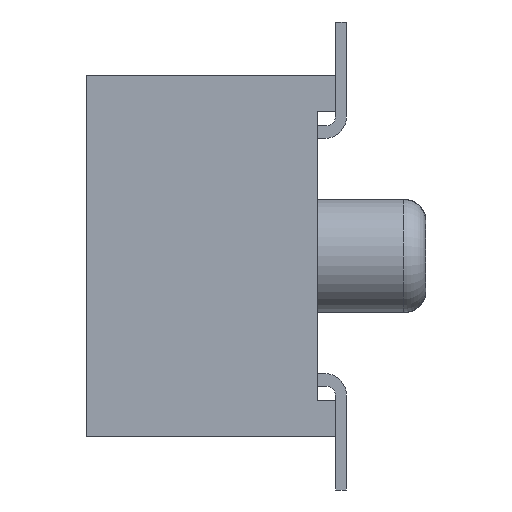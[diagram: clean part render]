
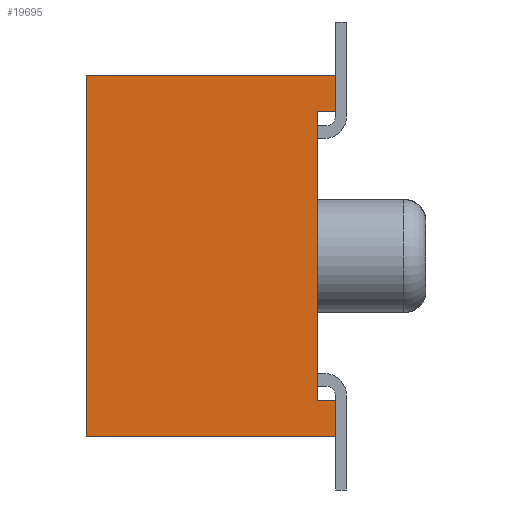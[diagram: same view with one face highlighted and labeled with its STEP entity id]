
A CAD part, left-side view. The second image highlights one B-rep face of the part: STEP entity #19695.
In plain terms, the highlighted planar face has unit normal (-1, 0, 0).
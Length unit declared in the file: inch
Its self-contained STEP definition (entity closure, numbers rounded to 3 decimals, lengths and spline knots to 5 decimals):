
#203=ORIENTED_EDGE('',*,*,#5959,.T.);
#204=ORIENTED_EDGE('',*,*,#5960,.T.);
#205=ORIENTED_EDGE('',*,*,#5961,.F.);
#206=ORIENTED_EDGE('',*,*,#5962,.F.);
#207=ORIENTED_EDGE('',*,*,#5963,.T.);
#208=ORIENTED_EDGE('',*,*,#5964,.T.);
#209=ORIENTED_EDGE('',*,*,#5965,.T.);
#210=ORIENTED_EDGE('',*,*,#5966,.T.);
#5959=EDGE_CURVE('',#8837,#8838,#10723,.T.);
#5960=EDGE_CURVE('',#8838,#8839,#10724,.T.);
#5961=EDGE_CURVE('',#8840,#8839,#10725,.T.);
#5962=EDGE_CURVE('',#8841,#8840,#10726,.T.);
#5963=EDGE_CURVE('',#8841,#8842,#10727,.T.);
#5964=EDGE_CURVE('',#8842,#8843,#10728,.T.);
#5965=EDGE_CURVE('',#8843,#8844,#10729,.T.);
#5966=EDGE_CURVE('',#8844,#8837,#10730,.T.);
#8837=VERTEX_POINT('',#26909);
#8838=VERTEX_POINT('',#26910);
#8839=VERTEX_POINT('',#26912);
#8840=VERTEX_POINT('',#26914);
#8841=VERTEX_POINT('',#26916);
#8842=VERTEX_POINT('',#26918);
#8843=VERTEX_POINT('',#26920);
#8844=VERTEX_POINT('',#26922);
#10723=LINE('',#26908,#13491);
#10724=LINE('',#26911,#13492);
#10725=LINE('',#26913,#13493);
#10726=LINE('',#26915,#13494);
#10727=LINE('',#26917,#13495);
#10728=LINE('',#26919,#13496);
#10729=LINE('',#26921,#13497);
#10730=LINE('',#26923,#13498);
#13491=VECTOR('',#21882,39.37008);
#13492=VECTOR('',#21883,39.37008);
#13493=VECTOR('',#21884,39.37008);
#13494=VECTOR('',#21885,39.37008);
#13495=VECTOR('',#21886,39.37008);
#13496=VECTOR('',#21887,39.37008);
#13497=VECTOR('',#21888,39.37008);
#13498=VECTOR('',#21889,39.37008);
#16259=EDGE_LOOP('',(#203,#204,#205,#206,#207,#208,#209,#210));
#17497=FACE_BOUND('',#16259,.T.);
#18735=PLANE('',#20749);
#19695=ADVANCED_FACE('',(#17497),#18735,.F.);
#20749=AXIS2_PLACEMENT_3D('',#26907,#21880,#21881);
#21880=DIRECTION('',(1.,0.,0.));
#21881=DIRECTION('',(0.,0.,-1.));
#21882=DIRECTION('',(0.,-1.,0.));
#21883=DIRECTION('',(0.,0.,1.));
#21884=DIRECTION('',(0.,-1.,0.));
#21885=DIRECTION('',(0.,0.,1.));
#21886=DIRECTION('',(0.,-1.,0.));
#21887=DIRECTION('',(0.,0.,1.));
#21888=DIRECTION('',(0.,1.,0.));
#21889=DIRECTION('',(0.,0.,1.));
#26907=CARTESIAN_POINT('',(-0.65,0.138,-0.1));
#26908=CARTESIAN_POINT('',(-0.65,0.01,0.08));
#26909=CARTESIAN_POINT('',(-0.65,0.01,0.08));
#26910=CARTESIAN_POINT('',(-0.65,0.,0.08));
#26911=CARTESIAN_POINT('',(-0.65,0.,-0.1));
#26912=CARTESIAN_POINT('',(-0.65,0.,0.1));
#26913=CARTESIAN_POINT('',(-0.65,0.138,0.1));
#26914=CARTESIAN_POINT('',(-0.65,0.138,0.1));
#26915=CARTESIAN_POINT('',(-0.65,0.138,-0.1));
#26916=CARTESIAN_POINT('',(-0.65,0.138,-0.1));
#26917=CARTESIAN_POINT('',(-0.65,0.138,-0.1));
#26918=CARTESIAN_POINT('',(-0.65,0.,-0.1));
#26919=CARTESIAN_POINT('',(-0.65,0.,-0.1));
#26920=CARTESIAN_POINT('',(-0.65,0.,-0.08));
#26921=CARTESIAN_POINT('',(-0.65,0.,-0.08));
#26922=CARTESIAN_POINT('',(-0.65,0.01,-0.08));
#26923=CARTESIAN_POINT('',(-0.65,0.01,-0.08));
